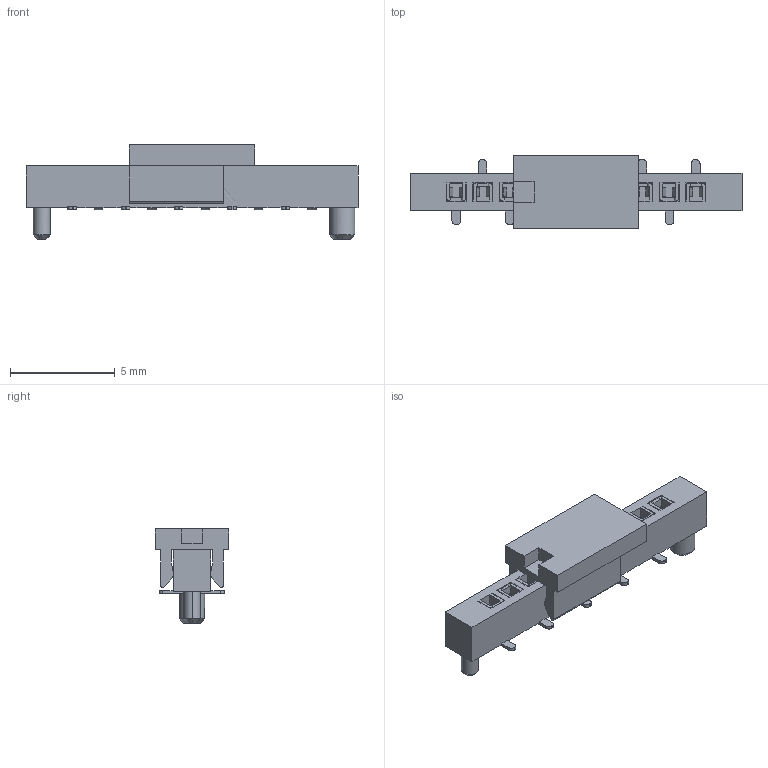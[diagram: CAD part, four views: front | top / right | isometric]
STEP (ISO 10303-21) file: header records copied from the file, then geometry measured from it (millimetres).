
FILE_DESCRIPTION( ('This file contains a STEP AP42 implementation' ,'as created by ZW3D STEP Interface translator.') ,'2;1' );
FILE_NAME( '2320T-1XXMXXCUNX1.stp' ,'23 410.141127', (''), ('ZWCAD Software Co.'), 'Version 1.0', 'ZW3D to STEP translator', '' );
FILE_SCHEMA(('AUTOMOTIVE_DESIGN { 1 0 10303 214 1 1 1 1 }'));
Length unit declared in the file: millimetre
Products named in the file (1): 0
Bounding box: 15.83 x 3.5 x 4.5 mm (x, y, z)
Volume: 79.9 mm3; surface area: 313.7 mm2
Topology: 1 solids, 5 shells, 744 faces, 2150 edges, 1381 vertices
Faces by surface type: plane 456, cylinder 232, bspline 50, cone 6
Entity records: 31556 total; most frequent: CARTESIAN_POINT 14882, ORIENTED_EDGE 4300, EDGE_CURVE 2150, DIRECTION 1810, B_SPLINE_CURVE_WITH_KNOTS 1748, VERTEX_POINT 1380, EDGE_LOOP 772, FACE_OUTER_BOUND 744
